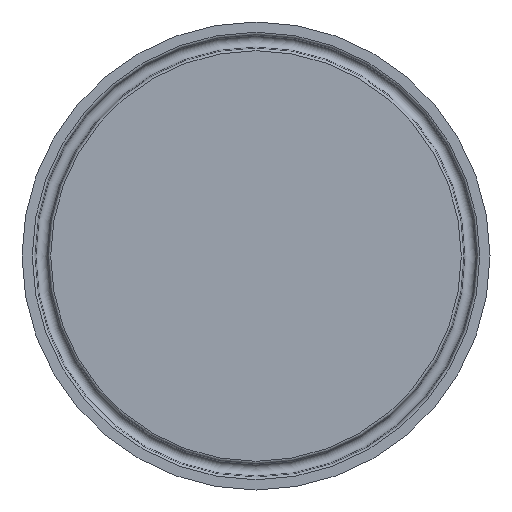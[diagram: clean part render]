
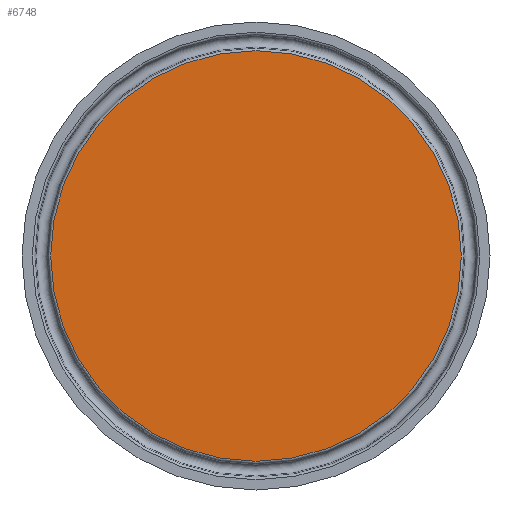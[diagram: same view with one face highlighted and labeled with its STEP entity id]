
A CAD part, left-side view. The second image highlights one B-rep face of the part: STEP entity #6748.
In plain terms, the highlighted planar face has unit normal (-1, 0, 0).
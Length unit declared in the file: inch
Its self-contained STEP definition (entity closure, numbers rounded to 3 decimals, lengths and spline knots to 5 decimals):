
#27=CIRCLE('',#6942,1.56984);
#618=FACE_OUTER_BOUND('',#1022,.T.);
#1022=EDGE_LOOP('',(#6176));
#3252=VERTEX_POINT('',#12844);
#4229=EDGE_CURVE('',#3252,#3252,#27,.T.);
#6176=ORIENTED_EDGE('',*,*,#4229,.F.);
#6363=PLANE('',#6941);
#6748=ADVANCED_FACE('',(#618),#6363,.T.);
#6941=AXIS2_PLACEMENT_3D('',#12843,#7924,#7925);
#6942=AXIS2_PLACEMENT_3D('',#12845,#7926,#7927);
#7924=DIRECTION('center_axis',(-1.,0.,0.));
#7925=DIRECTION('ref_axis',(0.,0.,1.));
#7926=DIRECTION('center_axis',(1.,0.,0.));
#7927=DIRECTION('ref_axis',(0.,1.,0.));
#12843=CARTESIAN_POINT('Origin',(0.,0.78492,
0.));
#12844=CARTESIAN_POINT('',(0.,1.56984,0.));
#12845=CARTESIAN_POINT('Origin',(0.,0.,0.));
